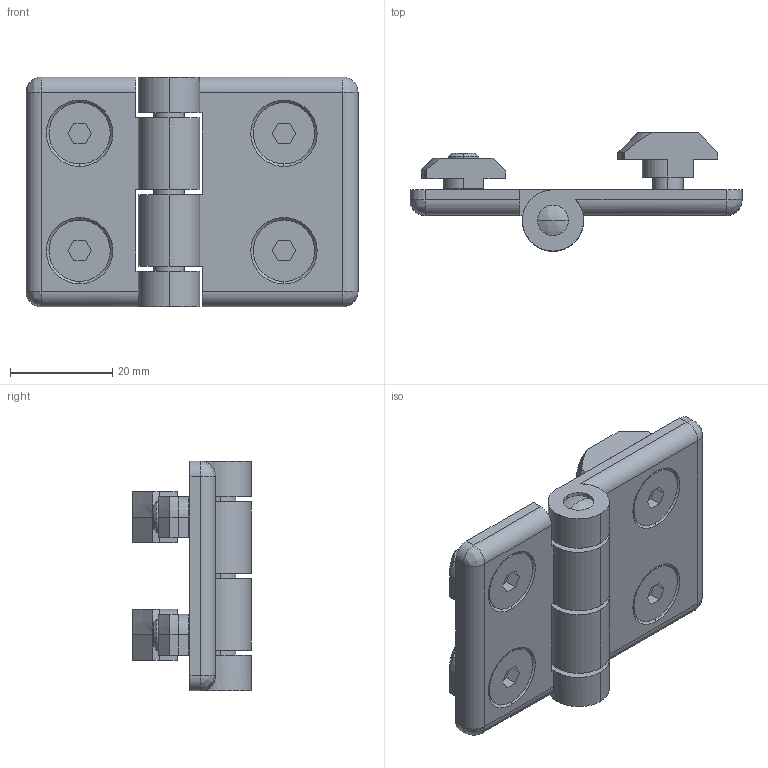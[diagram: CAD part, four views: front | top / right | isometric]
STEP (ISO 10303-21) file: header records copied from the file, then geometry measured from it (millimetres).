
FILE_DESCRIPTION (( 'STEP AP203' ), '1' );
FILE_NAME ('3_842_544_528_Bosch.step', '2024-06-10T09:08:51', ( '' ), ( '' ), 'SwSTEP 2.0', 'SolidWorks 2014', '' );
FILE_SCHEMA (( 'CONFIG_CONTROL_DESIGN' ));
Length unit declared in the file: millimetre
Products named in the file (12): 11_15; 4_23; 5_23; 3_23; 10_15; 8_15; 6_23; 2_25; 3_842_544_528_Bosch; 7_23; 1_25; 9_15
Assembly tree (11 placements, depth 2):
  3_842_544_528_Bosch
    1_25
    2_25
    3_23
    4_23
    5_23
    6_23
    7_23
    8_15
    9_15
    10_15
    11_15
Bounding box: 65 x 23.2 x 45 mm (x, y, z)
Volume: 20185.2 mm3; surface area: 14293.6 mm2
Topology: 11 solids, 11 shells, 219 faces, 529 edges, 332 vertices
Faces by surface type: plane 104, cylinder 76, cone 32, bspline 7
Entity records: 7795 total; most frequent: CARTESIAN_POINT 1285, DIRECTION 1138, ORIENTED_EDGE 1050, EDGE_CURVE 525, AXIS2_PLACEMENT_3D 401, LINE 336, VECTOR 336, VERTEX_POINT 332
